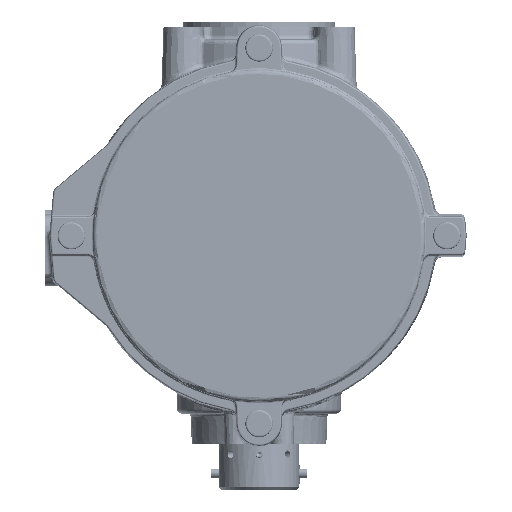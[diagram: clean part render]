
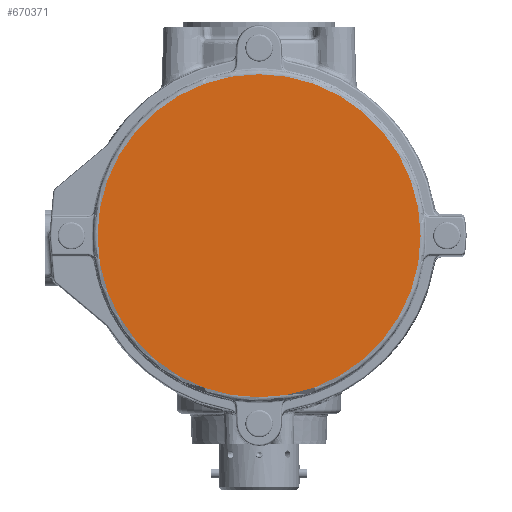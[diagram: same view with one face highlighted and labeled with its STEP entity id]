
A CAD part, front view. The second image highlights one B-rep face of the part: STEP entity #670371.
In plain terms, the highlighted face is planar.
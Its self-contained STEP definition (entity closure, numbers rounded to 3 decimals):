
#661374=CARTESIAN_POINT('',(105.798,0.,18.0));
#661375=VERTEX_POINT('',#661374);
#661376=CARTESIAN_POINT('',(0.0,0.0,18.0));
#661377=DIRECTION('',(0.0,0.0,-1.0));
#661378=DIRECTION('',(-1.0,0.0,0.0));
#661379=AXIS2_PLACEMENT_3D('',#661376,#661377,#661378);
#661380=CIRCLE('',#661379,105.798);
#661381=EDGE_CURVE('',#661375,#661375,#661380,.T.);
#670363=CARTESIAN_POINT('',(0.0,0.0,18.0));
#670364=DIRECTION('',(0.0,0.0,-1.0));
#670365=DIRECTION('',(-1.0,0.0,0.0));
#670366=AXIS2_PLACEMENT_3D('',#670363,#670364,#670365);
#670367=PLANE('',#670366);
#670368=ORIENTED_EDGE('',*,*,#661381,.F.);
#670369=EDGE_LOOP('',(#670368));
#670370=FACE_OUTER_BOUND('',#670369,.T.);
#670371=ADVANCED_FACE('',(#670370),#670367,.F.);
